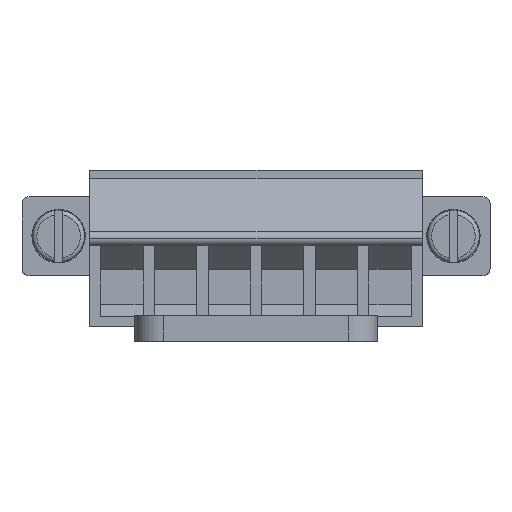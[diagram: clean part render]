
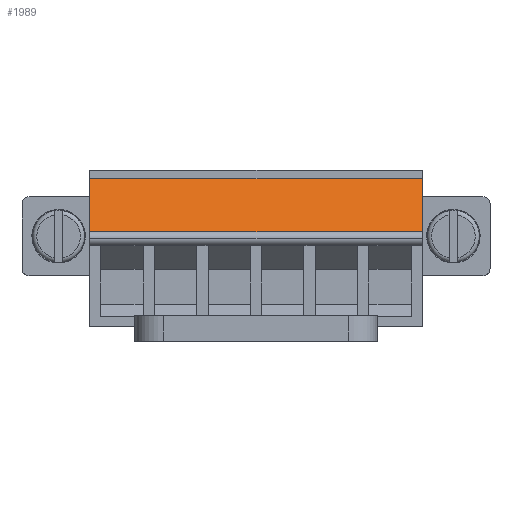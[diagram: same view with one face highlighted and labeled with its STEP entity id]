
A CAD part, top view. The second image highlights one B-rep face of the part: STEP entity #1989.
In plain terms, the highlighted planar face has unit normal (0, 0.359, 0.933).
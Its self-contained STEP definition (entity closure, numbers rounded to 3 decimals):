
#1976=AXIS2_PLACEMENT_3D('Plane Axis2P3D',#1973,#1974,#1975) ;
#1784=CARTESIAN_POINT('Vertex',(4.8,7.83,14.85)) ;
#1787=CARTESIAN_POINT('Line Origine',(4.8,9.715,14.125)) ;
#1791=CARTESIAN_POINT('Vertex',(4.8,11.6,13.4)) ;
#1878=CARTESIAN_POINT('Vertex',(28.45,11.6,13.4)) ;
#1881=CARTESIAN_POINT('Line Origine',(28.45,9.715,14.125)) ;
#1885=CARTESIAN_POINT('Vertex',(28.45,7.83,14.85)) ;
#1961=CARTESIAN_POINT('Line Origine',(16.625,11.6,13.4)) ;
#1973=CARTESIAN_POINT('Axis2P3D Location',(4.8,7.83,14.85)) ;
#1978=CARTESIAN_POINT('Line Origine',(16.625,7.83,14.85)) ;
#1788=DIRECTION('Vector Direction',(0.,0.933,-0.359)) ;
#1882=DIRECTION('Vector Direction',(0.,0.933,-0.359)) ;
#1962=DIRECTION('Vector Direction',(1.,0.,0.)) ;
#1974=DIRECTION('Axis2P3D Direction',(0.,-0.359,-0.933)) ;
#1975=DIRECTION('Axis2P3D XDirection',(0.,0.933,-0.359)) ;
#1979=DIRECTION('Vector Direction',(1.,0.,0.)) ;
#1789=VECTOR('Line Direction',#1788,1.) ;
#1883=VECTOR('Line Direction',#1882,1.) ;
#1963=VECTOR('Line Direction',#1962,1.) ;
#1980=VECTOR('Line Direction',#1979,1.) ;
#1984=ORIENTED_EDGE('',*,*,#1887,.T.) ;
#1985=ORIENTED_EDGE('',*,*,#1965,.F.) ;
#1986=ORIENTED_EDGE('',*,*,#1793,.T.) ;
#1987=ORIENTED_EDGE('',*,*,#1982,.T.) ;
#1989=ADVANCED_FACE('HOUSING',(#1988),#1977,.F.) ;
#1793=EDGE_CURVE('',#1792,#1785,#1790,.F.) ;
#1887=EDGE_CURVE('',#1886,#1879,#1884,.T.) ;
#1965=EDGE_CURVE('',#1792,#1879,#1964,.T.) ;
#1982=EDGE_CURVE('',#1785,#1886,#1981,.T.) ;
#1983=EDGE_LOOP('',(#1984,#1985,#1986,#1987)) ;
#1988=FACE_OUTER_BOUND('',#1983,.T.) ;
#1790=LINE('Line',#1787,#1789) ;
#1884=LINE('Line',#1881,#1883) ;
#1964=LINE('Line',#1961,#1963) ;
#1981=LINE('Line',#1978,#1980) ;
#1977=PLANE('',#1976) ;
#1785=VERTEX_POINT('',#1784) ;
#1792=VERTEX_POINT('',#1791) ;
#1879=VERTEX_POINT('',#1878) ;
#1886=VERTEX_POINT('',#1885) ;
